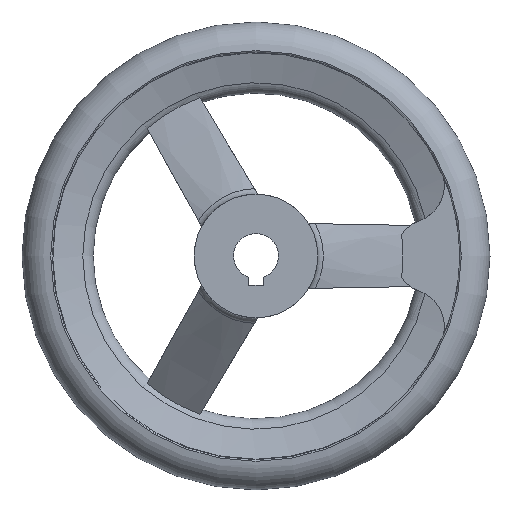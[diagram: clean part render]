
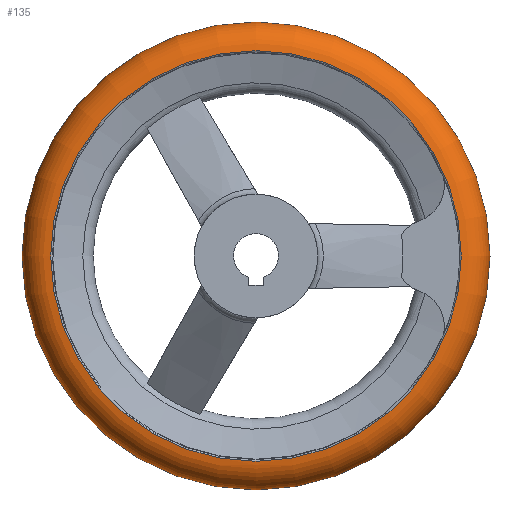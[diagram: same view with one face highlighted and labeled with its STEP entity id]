
A CAD part, front view. The second image highlights one B-rep face of the part: STEP entity #135.
In plain terms, the highlighted toroidal (fillet/blend) face has major radius 54.5 mm and minor radius 8 mm.
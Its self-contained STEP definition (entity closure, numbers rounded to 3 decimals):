
#135 = ADVANCED_FACE( '', ( #288, #289, #290 ), #291, .T. );
#288 = FACE_BOUND( '', #455, .T. );
#289 = FACE_OUTER_BOUND( '', #456, .T. );
#290 = FACE_OUTER_BOUND( '', #457, .T. );
#291 = TOROIDAL_SURFACE( '', #458, 54.5, 8. );
#455 = VERTEX_LOOP( '', #821 );
#456 = EDGE_LOOP( '', ( #822 ) );
#457 = EDGE_LOOP( '', ( #823 ) );
#458 = AXIS2_PLACEMENT_3D( '', #824, #825, #826 );
#821 = VERTEX_POINT( '', #1124 );
#822 = ORIENTED_EDGE( '', *, *, #1055, .T. );
#823 = ORIENTED_EDGE( '', *, *, #1068, .F. );
#824 = CARTESIAN_POINT( '', ( 0., 28., 0. ) );
#825 = DIRECTION( '', ( 0., -1., 0. ) );
#826 = DIRECTION( '', ( 0., 0., -1. ) );
#1055 = EDGE_CURVE( '', #1295, #1295, #1296, .T. );
#1068 = EDGE_CURVE( '', #1314, #1314, #1315, .T. );
#1124 = CARTESIAN_POINT( '', ( 0., 28., -62.5 ) );
#1295 = VERTEX_POINT( '', #1905 );
#1296 = CIRCLE( '', #1906, 54.833 );
#1314 = VERTEX_POINT( '', #1931 );
#1315 = CIRCLE( '', #1932, 54.833 );
#1905 = CARTESIAN_POINT( '', ( 0., 35.993, -54.833 ) );
#1906 = AXIS2_PLACEMENT_3D( '', #2279, #2280, #2281 );
#1931 = CARTESIAN_POINT( '', ( 0., 20.007, -54.833 ) );
#1932 = AXIS2_PLACEMENT_3D( '', #2295, #2296, #2297 );
#2279 = CARTESIAN_POINT( '', ( 0., 35.993, 0. ) );
#2280 = DIRECTION( '', ( 0., -1., 0. ) );
#2281 = DIRECTION( '', ( 0., 0., -1. ) );
#2295 = CARTESIAN_POINT( '', ( 0., 20.007, 0. ) );
#2296 = DIRECTION( '', ( 0., -1., 0. ) );
#2297 = DIRECTION( '', ( 0., 0., -1. ) );
